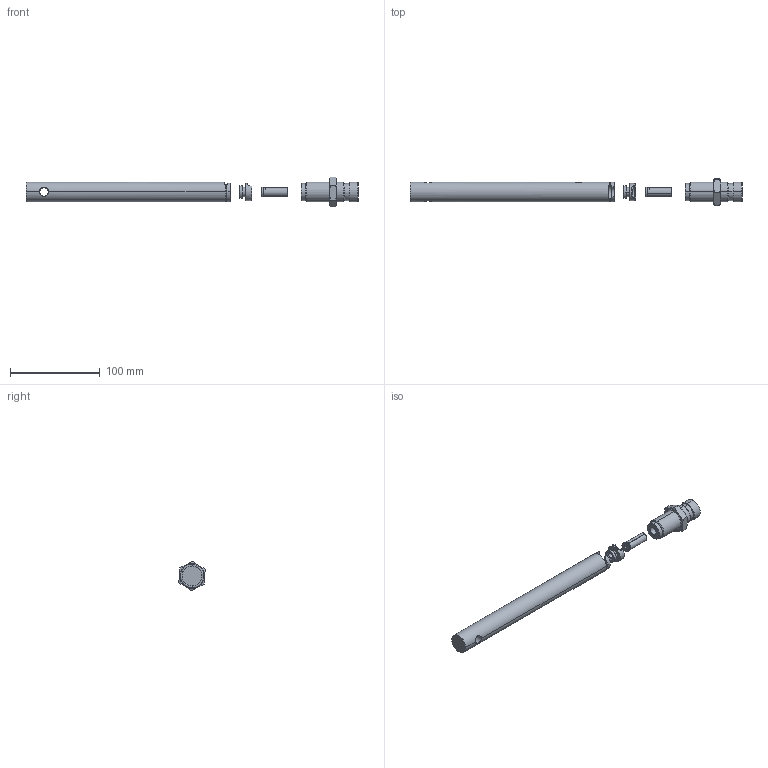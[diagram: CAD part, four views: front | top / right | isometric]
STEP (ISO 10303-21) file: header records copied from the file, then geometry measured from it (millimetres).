
FILE_DESCRIPTION (( 'STEP AP214' ), '1' );
FILE_NAME ('OS-2325 - POS-196.STEP', '2019-08-16T15:44:19', ( '' ), ( '' ), 'SwSTEP 2.0', 'SolidWorks 2019', '' );
FILE_SCHEMA (( 'AUTOMOTIVE_DESIGN' ));
Length unit declared in the file: millimetre
Products named in the file (14): OS-2325 - POS-193; OS-2325 - POS-170 ; OS-2325 - POS-191; OS-2325 - POS-154 ; OS-2325 - POS-192; OS-2325 - POS-128 ; OS-2325 - POS-190 ; OS-2325 - POS-196
Assembly tree (7 placements, depth 3):
  OS-2325 - POS-170 
  OS-2325 - POS-191
  OS-2325 - POS-154 
  OS-2325 - POS-192
  OS-2325 - POS-193
Bounding box: 370.22 x 29.4 x 32.98 mm (x, y, z)
Volume: 102533.8 mm3; surface area: 31659.7 mm2
Topology: 6 solids, 6 shells, 143 faces, 336 edges, 208 vertices
Faces by surface type: cylinder 54, plane 46, cone 23, torus 20
Entity records: 5115 total; most frequent: CARTESIAN_POINT 1181, DIRECTION 755, ORIENTED_EDGE 672, EDGE_CURVE 336, AXIS2_PLACEMENT_3D 316, VERTEX_POINT 208, EDGE_LOOP 162, CIRCLE 161
